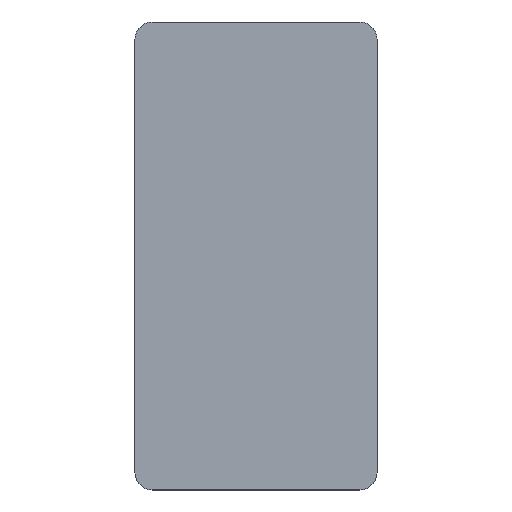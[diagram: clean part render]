
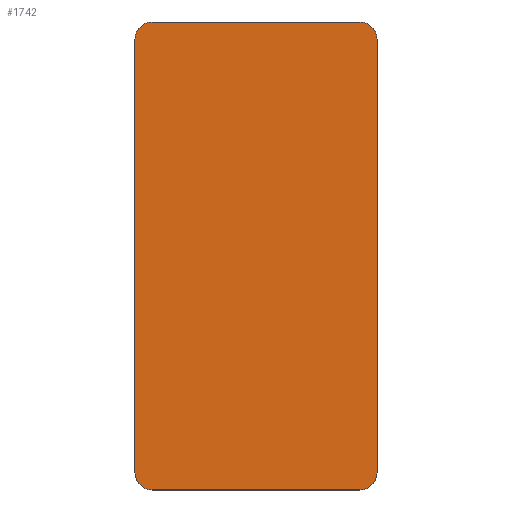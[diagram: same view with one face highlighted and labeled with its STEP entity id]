
A CAD part, top view. The second image highlights one B-rep face of the part: STEP entity #1742.
In plain terms, the highlighted planar face has unit normal (0, 0, 1).
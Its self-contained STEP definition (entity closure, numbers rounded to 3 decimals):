
#1373=CARTESIAN_POINT('',(-140.49,-251.5,4.6));
#1374=VERTEX_POINT('',#1373);
#1381=CARTESIAN_POINT('',(-140.49,251.5,4.6));
#1382=VERTEX_POINT('',#1381);
#1383=CARTESIAN_POINT('',(-140.49,-251.5,4.6));
#1384=DIRECTION('',(0.0,1.0,0.0));
#1385=VECTOR('',#1384,503.);
#1386=LINE('',#1383,#1385);
#1387=EDGE_CURVE('',#1374,#1382,#1386,.T.);
#1411=CARTESIAN_POINT('',(-120.5,271.49,4.6));
#1412=VERTEX_POINT('',#1411);
#1429=CARTESIAN_POINT('',(-120.5,251.5,4.6));
#1430=DIRECTION('',(0.0,0.0,-1.0));
#1431=DIRECTION('',(-0.707,0.707,0.0));
#1432=AXIS2_PLACEMENT_3D('',#1429,#1430,#1431);
#1433=CIRCLE('',#1432,19.99);
#1434=EDGE_CURVE('',#1382,#1412,#1433,.T.);
#1444=CARTESIAN_POINT('',(120.5,271.49,4.6));
#1445=VERTEX_POINT('',#1444);
#1461=CARTESIAN_POINT('',(-120.5,271.49,4.6));
#1462=DIRECTION('',(1.0,0.0,0.0));
#1463=VECTOR('',#1462,241.0);
#1464=LINE('',#1461,#1463);
#1465=EDGE_CURVE('',#1412,#1445,#1464,.T.);
#1475=CARTESIAN_POINT('',(140.49,251.5,4.6));
#1476=VERTEX_POINT('',#1475);
#1493=CARTESIAN_POINT('',(120.5,251.5,4.6));
#1494=DIRECTION('',(0.0,0.0,-1.0));
#1495=DIRECTION('',(0.707,0.707,0.0));
#1496=AXIS2_PLACEMENT_3D('',#1493,#1494,#1495);
#1497=CIRCLE('',#1496,19.99);
#1498=EDGE_CURVE('',#1445,#1476,#1497,.T.);
#1508=CARTESIAN_POINT('',(140.49,-251.5,4.6));
#1509=VERTEX_POINT('',#1508);
#1525=CARTESIAN_POINT('',(140.49,251.5,4.6));
#1526=DIRECTION('',(0.0,-1.0,0.0));
#1527=VECTOR('',#1526,503.);
#1528=LINE('',#1525,#1527);
#1529=EDGE_CURVE('',#1476,#1509,#1528,.T.);
#1539=CARTESIAN_POINT('',(120.5,-271.49,4.6));
#1540=VERTEX_POINT('',#1539);
#1557=CARTESIAN_POINT('',(120.5,-251.5,4.6));
#1558=DIRECTION('',(0.0,0.0,-1.0));
#1559=DIRECTION('',(0.707,-0.707,0.0));
#1560=AXIS2_PLACEMENT_3D('',#1557,#1558,#1559);
#1561=CIRCLE('',#1560,19.99);
#1562=EDGE_CURVE('',#1509,#1540,#1561,.T.);
#1572=CARTESIAN_POINT('',(-120.5,-271.49,4.6));
#1573=VERTEX_POINT('',#1572);
#1589=CARTESIAN_POINT('',(120.5,-271.49,4.6));
#1590=DIRECTION('',(-1.0,0.0,0.0));
#1591=VECTOR('',#1590,241.);
#1592=LINE('',#1589,#1591);
#1593=EDGE_CURVE('',#1540,#1573,#1592,.T.);
#1612=CARTESIAN_POINT('',(-120.5,-251.5,4.6));
#1613=DIRECTION('',(0.0,0.0,-1.0));
#1614=DIRECTION('',(-0.707,-0.707,0.0));
#1615=AXIS2_PLACEMENT_3D('',#1612,#1613,#1614);
#1616=CIRCLE('',#1615,19.99);
#1617=EDGE_CURVE('',#1573,#1374,#1616,.T.);
#1727=CARTESIAN_POINT('',(0.,0.,4.6));
#1728=DIRECTION('',(0.0,0.0,1.0));
#1729=DIRECTION('',(1.0,0.0,0.0));
#1730=AXIS2_PLACEMENT_3D('',#1727,#1728,#1729);
#1731=PLANE('',#1730);
#1732=ORIENTED_EDGE('',*,*,#1387,.F.);
#1733=ORIENTED_EDGE('',*,*,#1617,.F.);
#1734=ORIENTED_EDGE('',*,*,#1593,.F.);
#1735=ORIENTED_EDGE('',*,*,#1562,.F.);
#1736=ORIENTED_EDGE('',*,*,#1529,.F.);
#1737=ORIENTED_EDGE('',*,*,#1498,.F.);
#1738=ORIENTED_EDGE('',*,*,#1465,.F.);
#1739=ORIENTED_EDGE('',*,*,#1434,.F.);
#1740=EDGE_LOOP('',(#1732,#1733,#1734,#1735,#1736,#1737,#1738,#1739));
#1741=FACE_OUTER_BOUND('',#1740,.T.);
#1742=ADVANCED_FACE('',(#1741),#1731,.T.);
